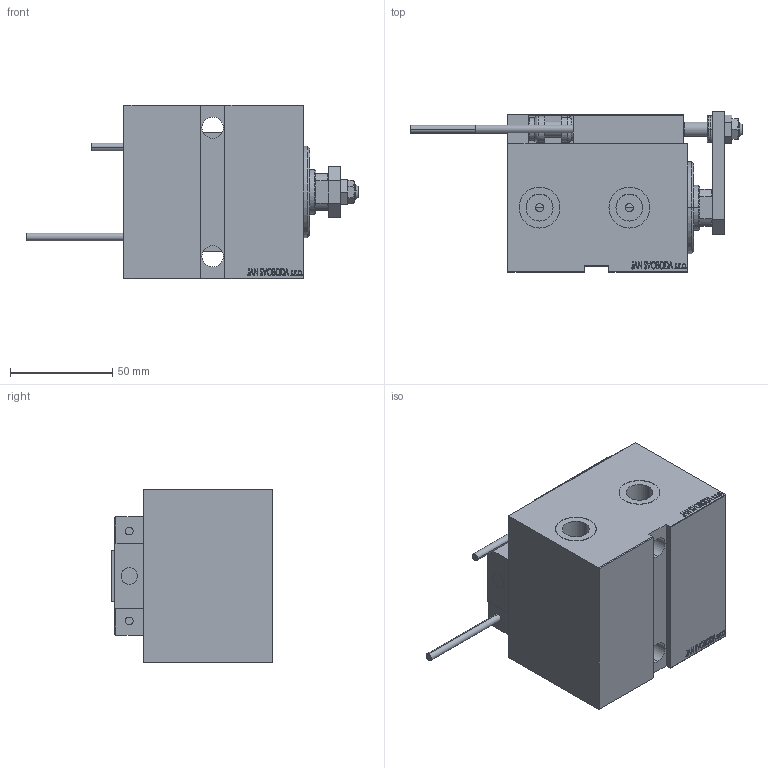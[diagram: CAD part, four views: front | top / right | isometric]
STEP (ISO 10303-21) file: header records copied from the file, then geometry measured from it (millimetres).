
FILE_DESCRIPTION (( 'STEP AP203' ), '1' );
FILE_NAME ('ca34.STEP', '2021-03-18T23:36:55', ( '' ), ( '' ), 'SwSTEP 2.0', 'SolidWorks 2019', '' );
FILE_SCHEMA (( 'CONFIG_CONTROL_DESIGN' ));
Length unit declared in the file: millimetre
Products named in the file (16): NUT_D12 bd99ab60a899b4a48c2a5ce32a1d32f4; TYC_L79 bd99ab60a899b4a48c2a5ce32a1d32f4; MAGNET bd99ab60a899b4a48c2a5ce32a1d32f4; SWITCH_X_FRONT_BACK bd99ab60a899b4a48c2a5ce32a1d32f4; ZARAZKA bd99ab60a899b4a48c2a5ce32a1d32f4; NUT_D10 bd99ab60a899b4a48c2a5ce32a1d32f4; V450CM_E_VCP bd99ab60a899b4a48c2a5ce32a1d32f4; KONCOVKA bd99ab60a899b4a48c2a5ce32a1d32f4; ca34; ALLEN BOLT D5 bd99ab60a899b4a48c2a5ce32a1d32f4; ALLEN BOLT D8 bd99ab60a899b4a48c2a5ce32a1d32f4; SWITCH X bd99ab60a899b4a48c2a5ce32a1d32f4; Block bd99ab60a899b4a48c2a5ce32a1d32f4; V450CM_E bd99ab60a899b4a48c2a5ce32a1d32f4; SWITCH DIM B,W bd99ab60a899b4a48c2a5ce32a1d32f4; V450CM_VC_B bd99ab60a899b4a48c2a5ce32a1d32f4
Assembly tree (25 placements, depth 3):
  ca34
    V450CM_E bd99ab60a899b4a48c2a5ce32a1d32f4
    V450CM_E_VCP bd99ab60a899b4a48c2a5ce32a1d32f4
    V450CM_VC_B bd99ab60a899b4a48c2a5ce32a1d32f4
    SWITCH X bd99ab60a899b4a48c2a5ce32a1d32f4
      SWITCH_X_FRONT_BACK bd99ab60a899b4a48c2a5ce32a1d32f4  x2
      TYC_L79 bd99ab60a899b4a48c2a5ce32a1d32f4
      Block bd99ab60a899b4a48c2a5ce32a1d32f4  x2
      ALLEN BOLT D5 bd99ab60a899b4a48c2a5ce32a1d32f4  x4
      ALLEN BOLT D8 bd99ab60a899b4a48c2a5ce32a1d32f4  x4
      MAGNET bd99ab60a899b4a48c2a5ce32a1d32f4  x2
      KONCOVKA bd99ab60a899b4a48c2a5ce32a1d32f4  x2
    SWITCH DIM B,W bd99ab60a899b4a48c2a5ce32a1d32f4
    ZARAZKA bd99ab60a899b4a48c2a5ce32a1d32f4
    NUT_D10 bd99ab60a899b4a48c2a5ce32a1d32f4
    NUT_D12 bd99ab60a899b4a48c2a5ce32a1d32f4
Bounding box: 162.7 x 78.5 x 85 mm (x, y, z)
Volume: 470220.6 mm3; surface area: 95801.8 mm2
Topology: 24 solids, 24 shells, 1286 faces, 3084 edges, 1970 vertices
Faces by surface type: plane 569, bspline 380, cylinder 176, cone 113, torus 44, sphere 4
Entity records: 49947 total; most frequent: CARTESIAN_POINT 25494, ORIENTED_EDGE 5188, DIRECTION 3455, EDGE_CURVE 2594, VERTEX_POINT 1694, LINE 1505, VECTOR 1505, EDGE_LOOP 1190
